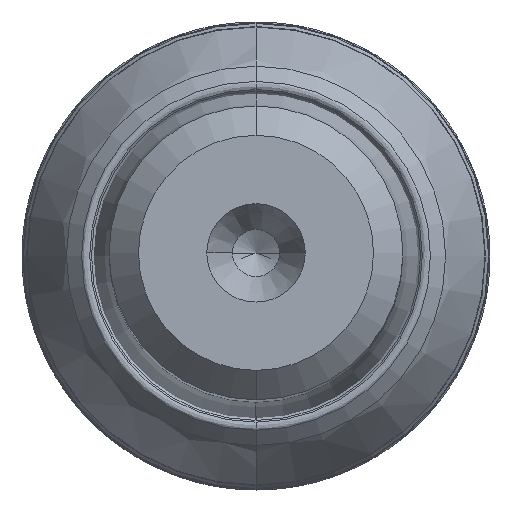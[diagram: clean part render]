
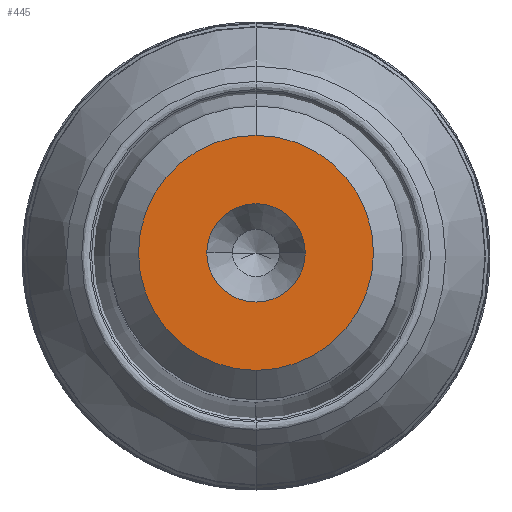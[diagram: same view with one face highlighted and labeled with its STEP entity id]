
A CAD part, top view. The second image highlights one B-rep face of the part: STEP entity #445.
In plain terms, the highlighted face is planar.
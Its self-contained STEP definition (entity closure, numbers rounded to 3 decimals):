
#28=CARTESIAN_POINT('',(0.,0.,0.));
#29=DIRECTION('',(0.,0.,1.));
#30=DIRECTION('',(0.,-1.,0.));
#31=AXIS2_PLACEMENT_3D('',#28,#29,#30);
#36=CARTESIAN_POINT('',(0.,0.,0.));
#37=DIRECTION('',(0.,0.,1.));
#38=DIRECTION('',(0.,1.,0.));
#39=AXIS2_PLACEMENT_3D('',#36,#37,#38);
#44=CARTESIAN_POINT('',(0.,0.,0.));
#45=DIRECTION('',(0.,0.,-1.));
#46=DIRECTION('',(1.,0.,0.));
#47=AXIS2_PLACEMENT_3D('',#44,#45,#46);
#52=CARTESIAN_POINT('',(0.,0.,0.));
#53=DIRECTION('',(0.,0.,-1.));
#54=DIRECTION('',(-1.,0.,0.));
#55=AXIS2_PLACEMENT_3D('',#52,#53,#54);
#416=CARTESIAN_POINT('',(1.675,0.,0.));
#417=VERTEX_POINT('',#416);
#418=CARTESIAN_POINT('',(-1.675,0.,0.));
#419=VERTEX_POINT('',#418);
#424=CARTESIAN_POINT('',(0.,-4.,0.));
#425=CARTESIAN_POINT('',(0.,4.,0.));
#426=VERTEX_POINT('',#424);
#427=VERTEX_POINT('',#425);
#428=CARTESIAN_POINT('',(0.,0.,0.));
#429=DIRECTION('',(0.,0.,-1.));
#430=DIRECTION('',(0.,-1.,0.));
#431=AXIS2_PLACEMENT_3D('',#428,#429,#430);
#432=PLANE('',#431);
#434=ORIENTED_EDGE('',*,*,#433,.T.);
#436=ORIENTED_EDGE('',*,*,#435,.T.);
#437=EDGE_LOOP('',(#434,#436));
#438=FACE_OUTER_BOUND('',#437,.F.);
#440=ORIENTED_EDGE('',*,*,#439,.T.);
#442=ORIENTED_EDGE('',*,*,#441,.T.);
#443=EDGE_LOOP('',(#440,#442));
#444=FACE_BOUND('',#443,.F.);
#445=ADVANCED_FACE('',(#438,#444),#432,.T.);
#32=CIRCLE('',#31,4.);
#40=CIRCLE('',#39,4.);
#48=CIRCLE('',#47,1.675);
#56=CIRCLE('',#55,1.675);
#433=EDGE_CURVE('',#426,#427,#32,.T.);
#435=EDGE_CURVE('',#427,#426,#40,.T.);
#439=EDGE_CURVE('',#417,#419,#48,.T.);
#441=EDGE_CURVE('',#419,#417,#56,.T.);
